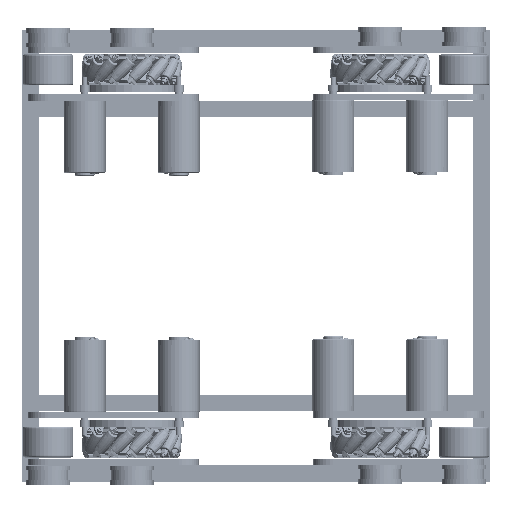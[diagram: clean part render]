
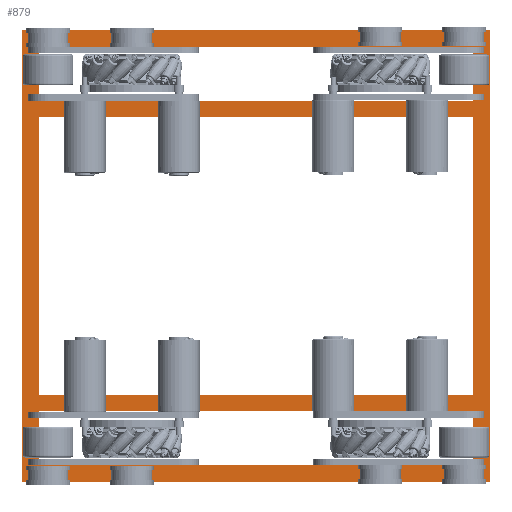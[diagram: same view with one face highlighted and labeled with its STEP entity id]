
A CAD part, front view. The second image highlights one B-rep face of the part: STEP entity #879.
In plain terms, the highlighted planar face has unit normal (0, -1, 0).
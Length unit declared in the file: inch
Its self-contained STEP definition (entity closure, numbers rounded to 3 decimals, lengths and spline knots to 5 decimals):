
#2=DIRECTION('',(0.,0.,-1.));
#3=VECTOR('',#2,3.2);
#4=CARTESIAN_POINT('',(-13.,-0.5,12.5));
#5=LINE('',#4,#3);
#6=DIRECTION('',(1.,0.,0.));
#7=VECTOR('',#6,26.);
#8=CARTESIAN_POINT('',(-13.,-0.5,9.3));
#9=LINE('',#8,#7);
#10=DIRECTION('',(0.,0.,1.));
#11=VECTOR('',#10,3.2);
#12=CARTESIAN_POINT('',(13.,-0.5,9.3));
#13=LINE('',#12,#11);
#14=DIRECTION('',(-1.,0.,0.));
#15=VECTOR('',#14,26.);
#16=CARTESIAN_POINT('',(13.,-0.5,12.5));
#17=LINE('',#16,#15);
#18=DIRECTION('',(0.,0.,1.));
#19=VECTOR('',#18,3.2);
#20=CARTESIAN_POINT('',(13.,-0.5,-12.5));
#21=LINE('',#20,#19);
#22=DIRECTION('',(-1.,0.,0.));
#23=VECTOR('',#22,26.);
#24=CARTESIAN_POINT('',(13.,-0.5,-9.3));
#25=LINE('',#24,#23);
#26=DIRECTION('',(0.,0.,-1.));
#27=VECTOR('',#26,3.2);
#28=CARTESIAN_POINT('',(-13.,-0.5,-9.3));
#29=LINE('',#28,#27);
#30=DIRECTION('',(1.,0.,0.));
#31=VECTOR('',#30,26.);
#32=CARTESIAN_POINT('',(-13.,-0.5,-12.5));
#33=LINE('',#32,#31);
#34=DIRECTION('',(1.,0.,0.));
#35=VECTOR('',#34,28.);
#36=CARTESIAN_POINT('',(-14.,-0.5,13.5));
#37=LINE('',#36,#35);
#38=DIRECTION('',(0.,0.,-1.));
#39=VECTOR('',#38,27.);
#40=CARTESIAN_POINT('',(14.,-0.5,13.5));
#41=LINE('',#40,#39);
#42=DIRECTION('',(-1.,0.,0.));
#43=VECTOR('',#42,28.);
#44=CARTESIAN_POINT('',(14.,-0.5,-13.5));
#45=LINE('',#44,#43);
#46=DIRECTION('',(0.,0.,1.));
#47=VECTOR('',#46,27.);
#48=CARTESIAN_POINT('',(-14.,-0.5,-13.5));
#49=LINE('',#48,#47);
#50=DIRECTION('',(0.,0.,1.));
#51=VECTOR('',#50,16.6);
#52=CARTESIAN_POINT('',(13.,-0.5,-8.3));
#53=LINE('',#52,#51);
#54=DIRECTION('',(-1.,0.,0.));
#55=VECTOR('',#54,26.);
#56=CARTESIAN_POINT('',(13.,-0.5,8.3));
#57=LINE('',#56,#55);
#58=DIRECTION('',(0.,0.,-1.));
#59=VECTOR('',#58,16.6);
#60=CARTESIAN_POINT('',(-13.,-0.5,8.3));
#61=LINE('',#60,#59);
#62=DIRECTION('',(1.,0.,0.));
#63=VECTOR('',#62,26.);
#64=CARTESIAN_POINT('',(-13.,-0.5,-8.3));
#65=LINE('',#64,#63);
#642=CARTESIAN_POINT('',(-14.,-0.5,13.5));
#643=CARTESIAN_POINT('',(14.,-0.5,13.5));
#644=VERTEX_POINT('',#642);
#645=VERTEX_POINT('',#643);
#646=CARTESIAN_POINT('',(14.,-0.5,-13.5));
#647=VERTEX_POINT('',#646);
#648=CARTESIAN_POINT('',(-14.,-0.5,-13.5));
#649=VERTEX_POINT('',#648);
#650=CARTESIAN_POINT('',(-13.,-0.5,-12.5));
#651=CARTESIAN_POINT('',(13.,-0.5,-12.5));
#652=VERTEX_POINT('',#650);
#653=VERTEX_POINT('',#651);
#654=CARTESIAN_POINT('',(13.,-0.5,12.5));
#655=CARTESIAN_POINT('',(-13.,-0.5,12.5));
#656=VERTEX_POINT('',#654);
#657=VERTEX_POINT('',#655);
#674=CARTESIAN_POINT('',(-13.,-0.5,-8.3));
#676=VERTEX_POINT('',#674);
#678=CARTESIAN_POINT('',(-13.,-0.5,-9.3));
#680=VERTEX_POINT('',#678);
#682=CARTESIAN_POINT('',(-13.,-0.5,9.3));
#684=VERTEX_POINT('',#682);
#686=CARTESIAN_POINT('',(-13.,-0.5,8.3));
#688=VERTEX_POINT('',#686);
#690=CARTESIAN_POINT('',(13.,-0.5,-8.3));
#692=VERTEX_POINT('',#690);
#694=CARTESIAN_POINT('',(13.,-0.5,-9.3));
#696=VERTEX_POINT('',#694);
#698=CARTESIAN_POINT('',(13.,-0.5,9.3));
#700=VERTEX_POINT('',#698);
#702=CARTESIAN_POINT('',(13.,-0.5,8.3));
#704=VERTEX_POINT('',#702);
#834=CARTESIAN_POINT('',(0.,-0.5,0.));
#835=DIRECTION('',(0.,1.,0.));
#836=DIRECTION('',(1.,0.,0.));
#837=AXIS2_PLACEMENT_3D('',#834,#835,#836);
#838=PLANE('',#837);
#840=ORIENTED_EDGE('',*,*,#839,.T.);
#842=ORIENTED_EDGE('',*,*,#841,.T.);
#844=ORIENTED_EDGE('',*,*,#843,.T.);
#846=ORIENTED_EDGE('',*,*,#845,.T.);
#847=EDGE_LOOP('',(#840,#842,#844,#846));
#848=FACE_OUTER_BOUND('',#847,.F.);
#850=ORIENTED_EDGE('',*,*,#849,.T.);
#852=ORIENTED_EDGE('',*,*,#851,.T.);
#854=ORIENTED_EDGE('',*,*,#853,.T.);
#856=ORIENTED_EDGE('',*,*,#855,.T.);
#857=EDGE_LOOP('',(#850,#852,#854,#856));
#858=FACE_BOUND('',#857,.F.);
#860=ORIENTED_EDGE('',*,*,#859,.T.);
#862=ORIENTED_EDGE('',*,*,#861,.T.);
#864=ORIENTED_EDGE('',*,*,#863,.T.);
#866=ORIENTED_EDGE('',*,*,#865,.T.);
#867=EDGE_LOOP('',(#860,#862,#864,#866));
#868=FACE_BOUND('',#867,.F.);
#870=ORIENTED_EDGE('',*,*,#869,.T.);
#872=ORIENTED_EDGE('',*,*,#871,.T.);
#874=ORIENTED_EDGE('',*,*,#873,.T.);
#876=ORIENTED_EDGE('',*,*,#875,.T.);
#877=EDGE_LOOP('',(#870,#872,#874,#876));
#878=FACE_BOUND('',#877,.F.);
#839=EDGE_CURVE('',#644,#645,#37,.T.);
#841=EDGE_CURVE('',#645,#647,#41,.T.);
#843=EDGE_CURVE('',#647,#649,#45,.T.);
#845=EDGE_CURVE('',#649,#644,#49,.T.);
#849=EDGE_CURVE('',#653,#696,#21,.T.);
#851=EDGE_CURVE('',#696,#680,#25,.T.);
#853=EDGE_CURVE('',#680,#652,#29,.T.);
#855=EDGE_CURVE('',#652,#653,#33,.T.);
#859=EDGE_CURVE('',#657,#684,#5,.T.);
#861=EDGE_CURVE('',#684,#700,#9,.T.);
#863=EDGE_CURVE('',#700,#656,#13,.T.);
#865=EDGE_CURVE('',#656,#657,#17,.T.);
#869=EDGE_CURVE('',#692,#704,#53,.T.);
#871=EDGE_CURVE('',#704,#688,#57,.T.);
#873=EDGE_CURVE('',#688,#676,#61,.T.);
#875=EDGE_CURVE('',#676,#692,#65,.T.);
#879=ADVANCED_FACE('',(#848,#858,#868,#878),#838,.F.);
